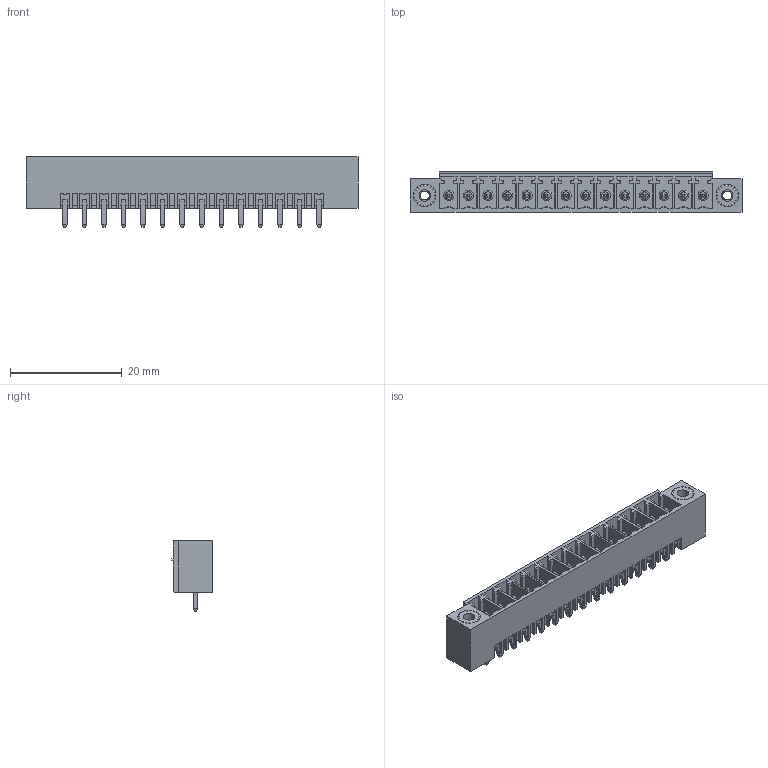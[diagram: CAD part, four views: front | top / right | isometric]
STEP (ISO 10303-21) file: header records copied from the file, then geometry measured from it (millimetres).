
FILE_DESCRIPTION(('STEP AP214'),'1');
FILE_NAME('PV14-3,5-V-K.stp','2018-11-29T11:26:25',(' '),(' '),'Spatial InterOp 3D',' ',' ');
FILE_SCHEMA(('AUTOMOTIVE_DESIGN { 1 0 10303 214 1 1 1 1 }'));
Length unit declared in the file: metre
Products named in the file (1): 1
Bounding box: 59.4 x 7.25 x 12.6 mm (x, y, z)
Volume: 2135.9 mm3; surface area: 4769.5 mm2
Topology: 1 solids, 1 shells, 1105 faces, 2815 edges, 1794 vertices
Faces by surface type: plane 992, cylinder 85, torus 14, cone 14
Full cylindrical faces by diameter (mm): 1.6 x2, 1.8 x14, 2.05 x2
Entity records: 41074 total; most frequent: CARTESIAN_POINT 5731, ORIENTED_EDGE 5530, DIRECTION 5147, EDGE_CURVE 2765, LINE 2539, VECTOR 2539, VERTEX_POINT 1776, AXIS2_PLACEMENT_3D 1304
